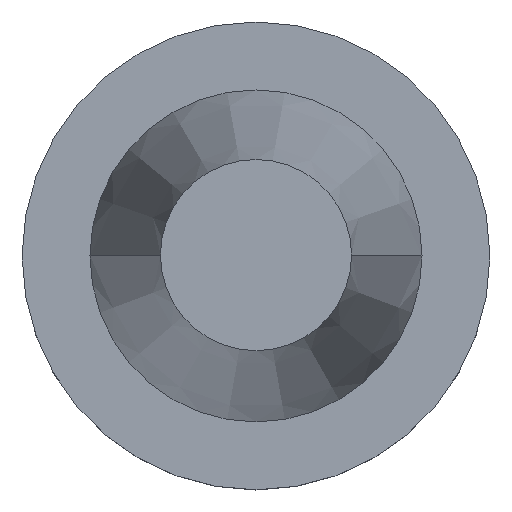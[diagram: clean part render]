
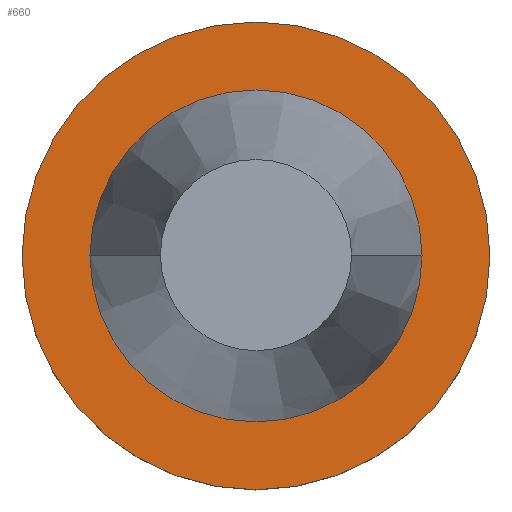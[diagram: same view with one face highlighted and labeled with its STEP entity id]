
A CAD part, top view. The second image highlights one B-rep face of the part: STEP entity #660.
In plain terms, the highlighted planar face has unit normal (0, 0, 1).
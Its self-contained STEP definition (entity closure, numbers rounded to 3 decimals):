
#1 = DIRECTION ( 'NONE',  ( 0., 0., 1. ) ) ;
#5 = AXIS2_PLACEMENT_3D ( 'NONE', #429, #869, #590 ) ;
#8 = FACE_BOUND ( 'NONE', #1106, .T. ) ;
#36 = VERTEX_POINT ( 'NONE', #1045 ) ;
#62 = ORIENTED_EDGE ( 'NONE', *, *, #957, .T. ) ;
#78 = EDGE_LOOP ( 'NONE', ( #62, #1095 ) ) ;
#93 = CARTESIAN_POINT ( 'NONE',  ( 0., 0., -1.5 ) ) ;
#139 = AXIS2_PLACEMENT_3D ( 'NONE', #257, #1029, #946 ) ;
#154 = AXIS2_PLACEMENT_3D ( 'NONE', #93, #1, #949 ) ;
#170 = DIRECTION ( 'NONE',  ( 1., 0., 0. ) ) ;
#257 = CARTESIAN_POINT ( 'NONE',  ( 0., 0., -1.5 ) ) ;
#259 = DIRECTION ( 'NONE',  ( 0., 0., 1. ) ) ;
#322 = DIRECTION ( 'NONE',  ( 0., 0., 1. ) ) ;
#402 = AXIS2_PLACEMENT_3D ( 'NONE', #905, #322, #822 ) ;
#429 = CARTESIAN_POINT ( 'NONE',  ( 0., 49.215, -1.5 ) ) ;
#443 = VERTEX_POINT ( 'NONE', #603 ) ;
#505 = CIRCLE ( 'NONE', #546, 34.925 ) ;
#515 = CARTESIAN_POINT ( 'NONE',  ( 34.925, 0., -1.5 ) ) ;
#517 = ORIENTED_EDGE ( 'NONE', *, *, #720, .F. ) ;
#520 = EDGE_CURVE ( 'NONE', #694, #443, #505, .T. ) ;
#546 = AXIS2_PLACEMENT_3D ( 'NONE', #686, #259, #170 ) ;
#590 = DIRECTION ( 'NONE',  ( -1., 0., 0. ) ) ;
#603 = CARTESIAN_POINT ( 'NONE',  ( -34.925, 0., -1.5 ) ) ;
#616 = PLANE ( 'NONE',  #5 ) ;
#629 = CIRCLE ( 'NONE', #139, 49.215 ) ;
#660 = ADVANCED_FACE ( 'NONE', ( #8, #852 ), #616, .F. ) ;
#663 = CIRCLE ( 'NONE', #154, 34.925 ) ;
#686 = CARTESIAN_POINT ( 'NONE',  ( 0., 0., -1.5 ) ) ;
#694 = VERTEX_POINT ( 'NONE', #515 ) ;
#720 = EDGE_CURVE ( 'NONE', #443, #694, #663, .T. ) ;
#822 = DIRECTION ( 'NONE',  ( 1., 0., 0. ) ) ;
#846 = ORIENTED_EDGE ( 'NONE', *, *, #520, .F. ) ;
#852 = FACE_OUTER_BOUND ( 'NONE', #78, .T. ) ;
#859 = VERTEX_POINT ( 'NONE', #889 ) ;
#869 = DIRECTION ( 'NONE',  ( 0., 0., -1. ) ) ;
#881 = CIRCLE ( 'NONE', #402, 49.215 ) ;
#889 = CARTESIAN_POINT ( 'NONE',  ( 49.215, 0., -1.5 ) ) ;
#905 = CARTESIAN_POINT ( 'NONE',  ( 0., 0., -1.5 ) ) ;
#946 = DIRECTION ( 'NONE',  ( 1., 0., 0. ) ) ;
#949 = DIRECTION ( 'NONE',  ( 1., 0., 0. ) ) ;
#957 = EDGE_CURVE ( 'NONE', #859, #36, #881, .T. ) ;
#1029 = DIRECTION ( 'NONE',  ( 0., 0., 1. ) ) ;
#1044 = EDGE_CURVE ( 'NONE', #36, #859, #629, .T. ) ;
#1045 = CARTESIAN_POINT ( 'NONE',  ( -49.215, 0., -1.5 ) ) ;
#1095 = ORIENTED_EDGE ( 'NONE', *, *, #1044, .T. ) ;
#1106 = EDGE_LOOP ( 'NONE', ( #846, #517 ) ) ;
